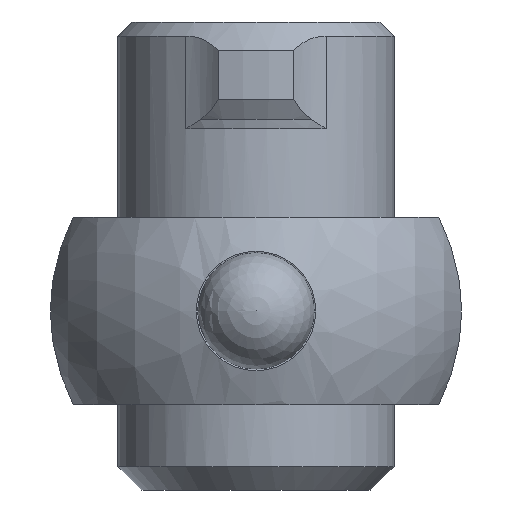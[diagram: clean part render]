
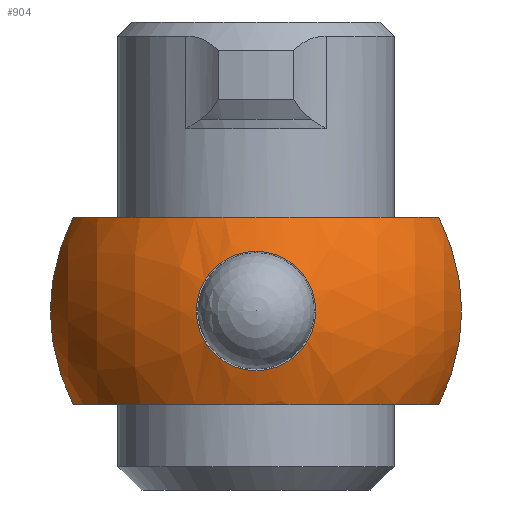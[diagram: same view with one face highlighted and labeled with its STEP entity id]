
A CAD part, front view. The second image highlights one B-rep face of the part: STEP entity #904.
In plain terms, the highlighted spherical face has radius 9 mm.
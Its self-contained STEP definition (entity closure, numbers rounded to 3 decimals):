
#56=SPHERICAL_SURFACE('',#986,9.);
#198=FACE_BOUND('',#293,.T.);
#230=FACE_OUTER_BOUND('',#292,.T.);
#292=EDGE_LOOP('',(#720,#721,#722,#723));
#293=EDGE_LOOP('',(#724));
#366=CIRCLE('',#979,8.775);
#368=CIRCLE('',#983,8.775);
#369=CIRCLE('',#985,8.062);
#370=CIRCLE('',#987,8.062);
#371=CIRCLE('',#988,2.55);
#457=VERTEX_POINT('',#1531);
#458=VERTEX_POINT('',#1535);
#461=VERTEX_POINT('',#1568);
#462=VERTEX_POINT('',#1572);
#463=VERTEX_POINT('',#1595);
#556=EDGE_CURVE('',#458,#457,#366,.T.);
#563=EDGE_CURVE('',#462,#461,#368,.T.);
#565=EDGE_CURVE('',#461,#458,#369,.T.);
#567=EDGE_CURVE('',#457,#462,#370,.T.);
#568=EDGE_CURVE('',#463,#463,#371,.T.);
#720=ORIENTED_EDGE('',*,*,#567,.T.);
#721=ORIENTED_EDGE('',*,*,#563,.T.);
#722=ORIENTED_EDGE('',*,*,#565,.T.);
#723=ORIENTED_EDGE('',*,*,#556,.T.);
#724=ORIENTED_EDGE('',*,*,#568,.F.);
#904=ADVANCED_FACE('',(#230,#198),#56,.T.);
#979=AXIS2_PLACEMENT_3D('',#1536,#1134,#1135);
#983=AXIS2_PLACEMENT_3D('',#1573,#1142,#1143);
#985=AXIS2_PLACEMENT_3D('',#1578,#1146,#1147);
#986=AXIS2_PLACEMENT_3D('',#1593,#1148,#1149);
#987=AXIS2_PLACEMENT_3D('',#1594,#1150,#1151);
#988=AXIS2_PLACEMENT_3D('',#1596,#1152,#1153);
#1134=DIRECTION('center_axis',(0.,-1.,0.));
#1135=DIRECTION('ref_axis',(0.,0.,1.));
#1142=DIRECTION('center_axis',(0.,-1.,0.));
#1143=DIRECTION('ref_axis',(0.,0.,1.));
#1146=DIRECTION('center_axis',(0.,0.,1.));
#1147=DIRECTION('ref_axis',(-1.,0.,0.));
#1148=DIRECTION('center_axis',(1.,0.,0.));
#1149=DIRECTION('ref_axis',(0.,0.,-1.));
#1150=DIRECTION('center_axis',(0.,0.,-1.));
#1151=DIRECTION('ref_axis',(1.,0.,0.));
#1152=DIRECTION('center_axis',(0.,-1.,0.));
#1153=DIRECTION('ref_axis',(0.,0.,1.));
#1531=CARTESIAN_POINT('',(3.852,92.833,-4.067));
#1535=CARTESIAN_POINT('',(3.852,92.833,-12.067));
#1536=CARTESIAN_POINT('Origin',(-3.958,92.833,-8.067));
#1568=CARTESIAN_POINT('',(-11.768,92.833,-12.067));
#1572=CARTESIAN_POINT('',(-11.768,92.833,-4.067));
#1573=CARTESIAN_POINT('Origin',(-3.958,92.833,-8.067));
#1578=CARTESIAN_POINT('Origin',(-3.958,94.834,-12.067));
#1593=CARTESIAN_POINT('Origin',(-3.958,94.834,-8.067));
#1594=CARTESIAN_POINT('Origin',(-3.958,94.834,-4.067));
#1595=CARTESIAN_POINT('',(-3.958,86.203,-5.517));
#1596=CARTESIAN_POINT('Origin',(-3.958,86.203,-8.067));
